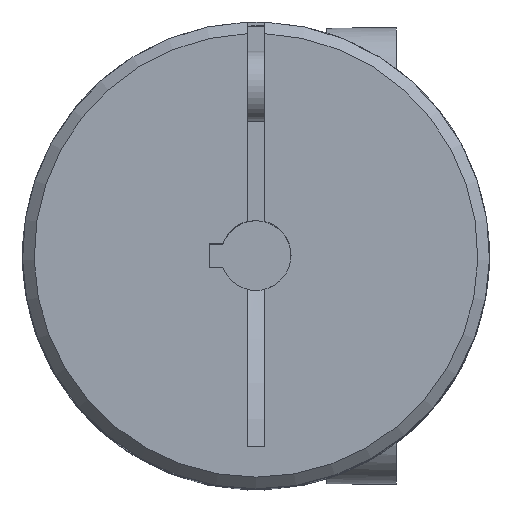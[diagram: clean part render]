
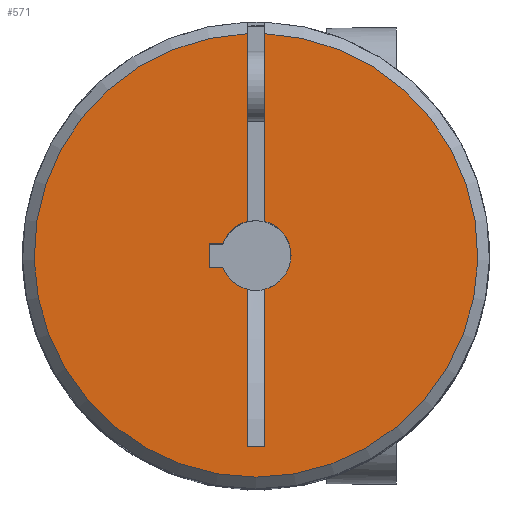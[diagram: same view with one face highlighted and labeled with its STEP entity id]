
A CAD part, top view. The second image highlights one B-rep face of the part: STEP entity #571.
In plain terms, the highlighted face is planar.
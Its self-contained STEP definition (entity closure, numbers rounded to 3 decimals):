
#571 = ADVANCED_FACE( '', ( #1176 ), #1177, .F. );
#1176 = FACE_OUTER_BOUND( '', #1812, .T. );
#1177 = PLANE( '', #1813 );
#1812 = EDGE_LOOP( '', ( #3240, #3241, #3242, #3243, #3244, #3245, #3246, #3247, #3248, #3249, #3250, #3251 ) );
#1813 = AXIS2_PLACEMENT_3D( '', #3252, #3253, #3254 );
#3240 = ORIENTED_EDGE( '', *, *, #3871, .T. );
#3241 = ORIENTED_EDGE( '', *, *, #3765, .T. );
#3242 = ORIENTED_EDGE( '', *, *, #4215, .T. );
#3243 = ORIENTED_EDGE( '', *, *, #4216, .F. );
#3244 = ORIENTED_EDGE( '', *, *, #3880, .T. );
#3245 = ORIENTED_EDGE( '', *, *, #4154, .T. );
#3246 = ORIENTED_EDGE( '', *, *, #4156, .T. );
#3247 = ORIENTED_EDGE( '', *, *, #4022, .T. );
#3248 = ORIENTED_EDGE( '', *, *, #4151, .T. );
#3249 = ORIENTED_EDGE( '', *, *, #4055, .T. );
#3250 = ORIENTED_EDGE( '', *, *, #4107, .F. );
#3251 = ORIENTED_EDGE( '', *, *, #3703, .T. );
#3252 = CARTESIAN_POINT( '', ( 0., 0., 0. ) );
#3253 = DIRECTION( '', ( 1., 0., 0. ) );
#3254 = DIRECTION( '', ( 0., 0., -1. ) );
#3703 = EDGE_CURVE( '', #4396, #4407, #4409, .T. );
#3765 = EDGE_CURVE( '', #4510, #4513, #4515, .T. );
#3871 = EDGE_CURVE( '', #4407, #4510, #4684, .T. );
#3880 = EDGE_CURVE( '', #4700, #4698, #4701, .T. );
#4022 = EDGE_CURVE( '', #4913, #4915, #4917, .T. );
#4055 = EDGE_CURVE( '', #4963, #4961, #4964, .T. );
#4107 = EDGE_CURVE( '', #4396, #4961, #5040, .T. );
#4151 = EDGE_CURVE( '', #4915, #4963, #5098, .T. );
#4154 = EDGE_CURVE( '', #4698, #5100, #5102, .T. );
#4156 = EDGE_CURVE( '', #5100, #4913, #5104, .T. );
#4215 = EDGE_CURVE( '', #4513, #5175, #5176, .T. );
#4216 = EDGE_CURVE( '', #4700, #5175, #5177, .T. );
#4396 = VERTEX_POINT( '', #5425 );
#4407 = VERTEX_POINT( '', #5443 );
#4409 = LINE( '', #5446, #5447 );
#4510 = VERTEX_POINT( '', #5700 );
#4513 = VERTEX_POINT( '', #5704 );
#4515 = LINE( '', #5706, #5707 );
#4684 = CIRCLE( '', #6073, 3. );
#4698 = VERTEX_POINT( '', #6090 );
#4700 = VERTEX_POINT( '', #6093 );
#4701 = CIRCLE( '', #6094, 3. );
#4913 = VERTEX_POINT( '', #6394 );
#4915 = VERTEX_POINT( '', #6397 );
#4917 = LINE( '', #6400, #6401 );
#4961 = VERTEX_POINT( '', #6459 );
#4963 = VERTEX_POINT( '', #6464 );
#4964 = LINE( '', #6465, #6466 );
#5040 = CIRCLE( '', #6568, 19. );
#5098 = CIRCLE( '', #6644, 3. );
#5100 = VERTEX_POINT( '', #6646 );
#5102 = LINE( '', #6649, #6650 );
#5104 = LINE( '', #6652, #6653 );
#5175 = VERTEX_POINT( '', #6750 );
#5176 = LINE( '', #6751, #6752 );
#5177 = LINE( '', #6753, #6754 );
#5425 = CARTESIAN_POINT( '', ( 0., 18.985, 0.75 ) );
#5443 = CARTESIAN_POINT( '', ( 0., 2.905, 0.75 ) );
#5446 = CARTESIAN_POINT( '', ( 0., 20., 0.75 ) );
#5447 = VECTOR( '', #6911, 1000. );
#5700 = CARTESIAN_POINT( '', ( 0., -2.905, 0.75 ) );
#5704 = CARTESIAN_POINT( '', ( 0., -16.414, 0.75 ) );
#5706 = CARTESIAN_POINT( '', ( 0., 0., 0.75 ) );
#5707 = VECTOR( '', #6996, 1000. );
#6073 = AXIS2_PLACEMENT_3D( '', #7119, #7120, #7121 );
#6090 = CARTESIAN_POINT( '', ( 0., -1., -2.828 ) );
#6093 = CARTESIAN_POINT( '', ( 0., -2.905, -0.75 ) );
#6094 = AXIS2_PLACEMENT_3D( '', #7138, #7139, #7140 );
#6394 = CARTESIAN_POINT( '', ( 0., 1., -4. ) );
#6397 = CARTESIAN_POINT( '', ( 0., 1., -2.828 ) );
#6400 = CARTESIAN_POINT( '', ( 0., 1., -4. ) );
#6401 = VECTOR( '', #7340, 1000. );
#6459 = CARTESIAN_POINT( '', ( 0., 18.985, -0.75 ) );
#6464 = CARTESIAN_POINT( '', ( 0., 2.905, -0.75 ) );
#6465 = CARTESIAN_POINT( '', ( 0., 0., -0.75 ) );
#6466 = VECTOR( '', #7379, 1000. );
#6568 = AXIS2_PLACEMENT_3D( '', #7460, #7461, #7462 );
#6644 = AXIS2_PLACEMENT_3D( '', #7533, #7534, #7535 );
#6646 = CARTESIAN_POINT( '', ( 0., -1., -4. ) );
#6649 = CARTESIAN_POINT( '', ( 0., -1., -2.828 ) );
#6650 = VECTOR( '', #7537, 1000. );
#6652 = CARTESIAN_POINT( '', ( 0., -1., -4. ) );
#6653 = VECTOR( '', #7538, 1000. );
#6750 = CARTESIAN_POINT( '', ( 0., -16.414, -0.75 ) );
#6751 = CARTESIAN_POINT( '', ( 0., -16.414, 0.75 ) );
#6752 = VECTOR( '', #7589, 1000. );
#6753 = CARTESIAN_POINT( '', ( 0., 0., -0.75 ) );
#6754 = VECTOR( '', #7590, 1000. );
#6911 = DIRECTION( '', ( 0., -1., 0. ) );
#6996 = DIRECTION( '', ( 0., -1., 0. ) );
#7119 = CARTESIAN_POINT( '', ( 0., 0., 0. ) );
#7120 = DIRECTION( '', ( 1., 0., 0. ) );
#7121 = DIRECTION( '', ( 0., 0., -1. ) );
#7138 = CARTESIAN_POINT( '', ( 0., 0., 0. ) );
#7139 = DIRECTION( '', ( 1., 0., 0. ) );
#7140 = DIRECTION( '', ( 0., 0., -1. ) );
#7340 = DIRECTION( '', ( 0., 0., 1. ) );
#7379 = DIRECTION( '', ( 0., 1., 0. ) );
#7460 = CARTESIAN_POINT( '', ( 0., 0., 0. ) );
#7461 = DIRECTION( '', ( 1., 0., 0. ) );
#7462 = DIRECTION( '', ( 0., 0., -1. ) );
#7533 = CARTESIAN_POINT( '', ( 0., 0., 0. ) );
#7534 = DIRECTION( '', ( 1., 0., 0. ) );
#7535 = DIRECTION( '', ( 0., 0., -1. ) );
#7537 = DIRECTION( '', ( 0., 0., -1. ) );
#7538 = DIRECTION( '', ( 0., 1., 0. ) );
#7589 = DIRECTION( '', ( 0., 0., -1. ) );
#7590 = DIRECTION( '', ( 0., -1., 0. ) );
